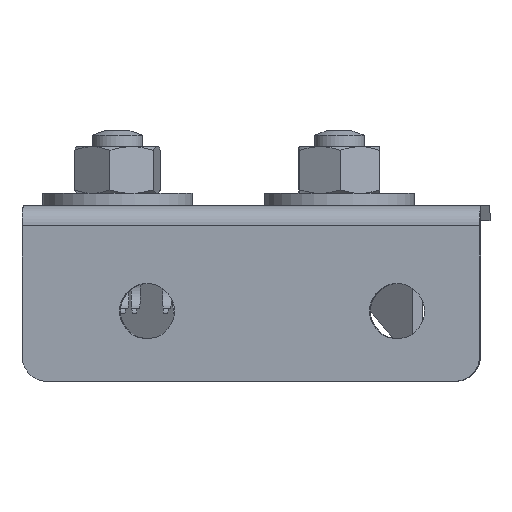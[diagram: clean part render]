
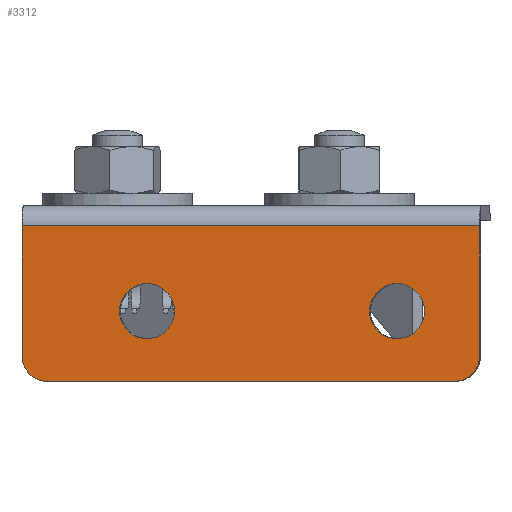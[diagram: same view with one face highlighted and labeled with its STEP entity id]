
A CAD part, left-side view. The second image highlights one B-rep face of the part: STEP entity #3312.
In plain terms, the highlighted face is planar.
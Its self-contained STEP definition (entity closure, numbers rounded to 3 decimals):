
#111=FACE_BOUND('',#436,.T.);
#112=FACE_BOUND('',#437,.T.);
#149=PLANE('',#3618);
#248=FACE_OUTER_BOUND('',#435,.T.);
#435=EDGE_LOOP('',(#2253,#2254,#2255,#2256,#2257,#2258));
#436=EDGE_LOOP('',(#2259,#2260));
#437=EDGE_LOOP('',(#2261,#2262));
#659=LINE('',#5020,#962);
#662=LINE('',#5026,#965);
#663=LINE('',#5030,#966);
#664=LINE('',#5031,#967);
#962=VECTOR('',#3990,10.);
#965=VECTOR('',#3995,10.);
#966=VECTOR('',#3998,10.);
#967=VECTOR('',#3999,10.);
#1264=CIRCLE('',#3616,5.);
#1265=CIRCLE('',#3619,5.);
#1266=CIRCLE('',#3620,5.5);
#1267=CIRCLE('',#3621,5.5);
#1268=CIRCLE('',#3622,5.5);
#1269=CIRCLE('',#3623,5.5);
#1429=VERTEX_POINT('',#5013);
#1430=VERTEX_POINT('',#5015);
#1431=VERTEX_POINT('',#5019);
#1433=VERTEX_POINT('',#5025);
#1434=VERTEX_POINT('',#5027);
#1435=VERTEX_POINT('',#5029);
#1436=VERTEX_POINT('',#5032);
#1437=VERTEX_POINT('',#5033);
#1438=VERTEX_POINT('',#5036);
#1439=VERTEX_POINT('',#5037);
#1750=EDGE_CURVE('',#1429,#1430,#1264,.T.);
#1752=EDGE_CURVE('',#1431,#1430,#659,.T.);
#1755=EDGE_CURVE('',#1429,#1433,#662,.T.);
#1756=EDGE_CURVE('',#1434,#1433,#1265,.T.);
#1757=EDGE_CURVE('',#1434,#1435,#663,.T.);
#1758=EDGE_CURVE('',#1435,#1431,#664,.T.);
#1759=EDGE_CURVE('',#1436,#1437,#1266,.T.);
#1760=EDGE_CURVE('',#1437,#1436,#1267,.T.);
#1761=EDGE_CURVE('',#1438,#1439,#1268,.T.);
#1762=EDGE_CURVE('',#1439,#1438,#1269,.T.);
#2253=ORIENTED_EDGE('',*,*,#1750,.F.);
#2254=ORIENTED_EDGE('',*,*,#1755,.T.);
#2255=ORIENTED_EDGE('',*,*,#1756,.F.);
#2256=ORIENTED_EDGE('',*,*,#1757,.T.);
#2257=ORIENTED_EDGE('',*,*,#1758,.T.);
#2258=ORIENTED_EDGE('',*,*,#1752,.T.);
#2259=ORIENTED_EDGE('',*,*,#1759,.T.);
#2260=ORIENTED_EDGE('',*,*,#1760,.T.);
#2261=ORIENTED_EDGE('',*,*,#1761,.T.);
#2262=ORIENTED_EDGE('',*,*,#1762,.T.);
#3312=ADVANCED_FACE('',(#248,#111,#112),#149,.F.);
#3616=AXIS2_PLACEMENT_3D('',#5016,#3985,#3986);
#3618=AXIS2_PLACEMENT_3D('',#5024,#3993,#3994);
#3619=AXIS2_PLACEMENT_3D('',#5028,#3996,#3997);
#3620=AXIS2_PLACEMENT_3D('',#5034,#4000,#4001);
#3621=AXIS2_PLACEMENT_3D('',#5035,#4002,#4003);
#3622=AXIS2_PLACEMENT_3D('',#5038,#4004,#4005);
#3623=AXIS2_PLACEMENT_3D('',#5039,#4006,#4007);
#3985=DIRECTION('center_axis',(0.,0.,1.));
#3986=DIRECTION('ref_axis',(0.707,0.707,0.));
#3990=DIRECTION('',(1.,0.,0.));
#3993=DIRECTION('center_axis',(0.,0.,1.));
#3994=DIRECTION('ref_axis',(1.,0.,0.));
#3995=DIRECTION('',(0.,-1.,0.));
#3996=DIRECTION('center_axis',(0.,0.,1.));
#3997=DIRECTION('ref_axis',(0.707,-0.707,0.));
#3998=DIRECTION('',(-1.,0.,0.));
#3999=DIRECTION('',(0.,1.,0.));
#4000=DIRECTION('center_axis',(0.,0.,1.));
#4001=DIRECTION('ref_axis',(-1.,0.,0.));
#4002=DIRECTION('center_axis',(0.,0.,1.));
#4003=DIRECTION('ref_axis',(-1.,0.,0.));
#4004=DIRECTION('center_axis',(0.,0.,1.));
#4005=DIRECTION('ref_axis',(-1.,0.,0.));
#4006=DIRECTION('center_axis',(0.,0.,1.));
#4007=DIRECTION('ref_axis',(-1.,0.,0.));
#5013=CARTESIAN_POINT('',(17.5,40.75,0.));
#5015=CARTESIAN_POINT('',(12.5,45.75,0.));
#5016=CARTESIAN_POINT('Origin',(12.5,40.75,0.));
#5019=CARTESIAN_POINT('',(-13.5,45.75,0.));
#5020=CARTESIAN_POINT('',(-17.5,45.75,0.));
#5024=CARTESIAN_POINT('Origin',(0.,0.,0.));
#5025=CARTESIAN_POINT('',(17.5,-40.75,0.));
#5026=CARTESIAN_POINT('',(17.5,45.75,0.));
#5027=CARTESIAN_POINT('',(12.5,-45.75,0.));
#5028=CARTESIAN_POINT('Origin',(12.5,-40.75,0.));
#5029=CARTESIAN_POINT('',(-13.5,-45.75,0.));
#5030=CARTESIAN_POINT('',(17.5,-45.75,0.));
#5031=CARTESIAN_POINT('',(-13.5,-22.875,0.));
#5032=CARTESIAN_POINT('',(-2.,-29.25,0.));
#5033=CARTESIAN_POINT('',(9.,-29.25,0.));
#5034=CARTESIAN_POINT('Origin',(3.5,-29.25,0.));
#5035=CARTESIAN_POINT('Origin',(3.5,-29.25,0.));
#5036=CARTESIAN_POINT('',(-2.,20.75,0.));
#5037=CARTESIAN_POINT('',(9.,20.75,0.));
#5038=CARTESIAN_POINT('Origin',(3.5,20.75,0.));
#5039=CARTESIAN_POINT('Origin',(3.5,20.75,0.));
